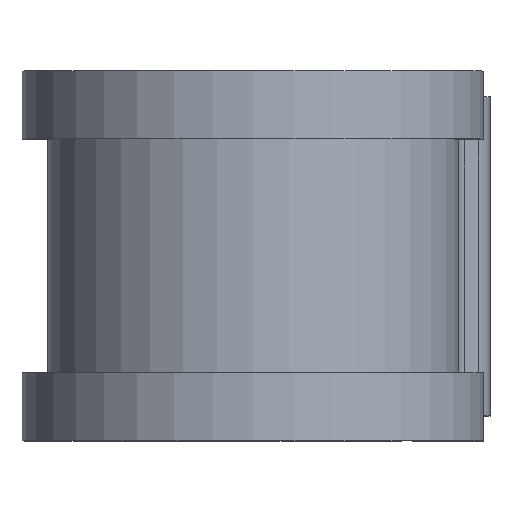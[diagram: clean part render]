
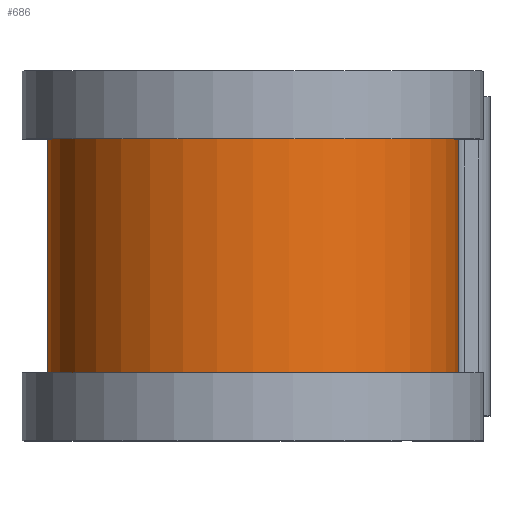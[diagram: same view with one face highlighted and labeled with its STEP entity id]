
A CAD part, top view. The second image highlights one B-rep face of the part: STEP entity #686.
In plain terms, the highlighted cylindrical face has radius 12.268 mm (diameter 24.536 mm), a partial arc.
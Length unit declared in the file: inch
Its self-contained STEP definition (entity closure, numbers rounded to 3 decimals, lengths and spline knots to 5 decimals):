
#5 = EDGE_CURVE ( 'NONE', #289, #1250, #1566, .T. ) ;
#17 = CARTESIAN_POINT ( 'NONE',  ( 0., 0.275, -0.483 ) ) ;
#70 = AXIS2_PLACEMENT_3D ( 'NONE', #1319, #1322, #1281 ) ;
#161 = ORIENTED_EDGE ( 'NONE', *, *, #5, .F. ) ;
#273 = ORIENTED_EDGE ( 'NONE', *, *, #864, .F. ) ;
#289 = VERTEX_POINT ( 'NONE', #1394 ) ;
#366 = AXIS2_PLACEMENT_3D ( 'NONE', #1344, #1338, #1476 ) ;
#686 = ADVANCED_FACE ( 'NONE', ( #1365 ), #1327, .T. ) ;
#757 = VECTOR ( 'NONE', #1698, 39.37008 ) ;
#864 = EDGE_CURVE ( 'NONE', #1726, #289, #1106, .T. ) ;
#972 = EDGE_LOOP ( 'NONE', ( #273, #1590, #1177, #161 ) ) ;
#994 = CARTESIAN_POINT ( 'NONE',  ( 0., -0.275, -0.483 ) ) ;
#1053 = VECTOR ( 'NONE', #1549, 39.37008 ) ;
#1096 = DIRECTION ( 'NONE',  ( 0., 0., -1. ) ) ;
#1103 = AXIS2_PLACEMENT_3D ( 'NONE', #1168, #1157, #1096 ) ;
#1106 = LINE ( 'NONE', #1547, #757 ) ;
#1157 = DIRECTION ( 'NONE',  ( 0., -1., 0. ) ) ;
#1168 = CARTESIAN_POINT ( 'NONE',  ( 0., -0.275, 0. ) ) ;
#1177 = ORIENTED_EDGE ( 'NONE', *, *, #1190, .T. ) ;
#1178 = VERTEX_POINT ( 'NONE', #17 ) ;
#1188 = CARTESIAN_POINT ( 'NONE',  ( 0.483, 0.275, 0. ) ) ;
#1190 = EDGE_CURVE ( 'NONE', #1178, #1250, #1383, .T. ) ;
#1250 = VERTEX_POINT ( 'NONE', #994 ) ;
#1281 = DIRECTION ( 'NONE',  ( 0., 0., -1. ) ) ;
#1288 = EDGE_CURVE ( 'NONE', #1726, #1178, #1737, .T. ) ;
#1319 = CARTESIAN_POINT ( 'NONE',  ( 0., 0.375, 0. ) ) ;
#1322 = DIRECTION ( 'NONE',  ( 0., -1., 0. ) ) ;
#1327 = CYLINDRICAL_SURFACE ( 'NONE', #70, 0.483 ) ;
#1338 = DIRECTION ( 'NONE',  ( 0., -1., 0. ) ) ;
#1344 = CARTESIAN_POINT ( 'NONE',  ( 0., 0.275, 0. ) ) ;
#1365 = FACE_OUTER_BOUND ( 'NONE', #972, .T. ) ;
#1383 = LINE ( 'NONE', #1718, #1053 ) ;
#1394 = CARTESIAN_POINT ( 'NONE',  ( 0.483, -0.275, 0. ) ) ;
#1476 = DIRECTION ( 'NONE',  ( 0., 0., -1. ) ) ;
#1547 = CARTESIAN_POINT ( 'NONE',  ( 0.483, 0.375, 0. ) ) ;
#1549 = DIRECTION ( 'NONE',  ( 0., -1., 0. ) ) ;
#1566 = CIRCLE ( 'NONE', #1103, 0.483 ) ;
#1590 = ORIENTED_EDGE ( 'NONE', *, *, #1288, .T. ) ;
#1698 = DIRECTION ( 'NONE',  ( 0., -1., 0. ) ) ;
#1718 = CARTESIAN_POINT ( 'NONE',  ( 0., 0.375, -0.483 ) ) ;
#1726 = VERTEX_POINT ( 'NONE', #1188 ) ;
#1737 = CIRCLE ( 'NONE', #366, 0.483 ) ;
